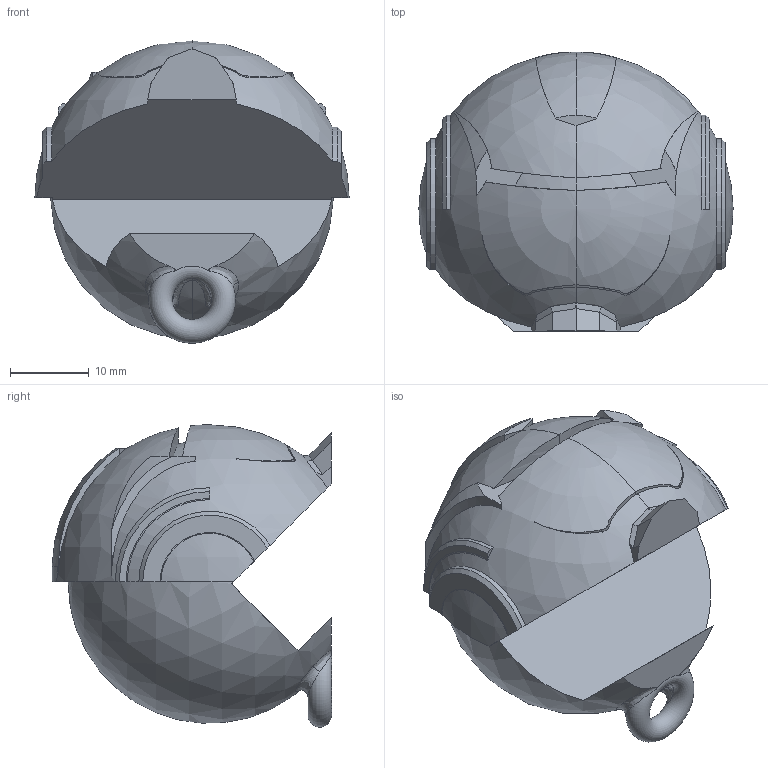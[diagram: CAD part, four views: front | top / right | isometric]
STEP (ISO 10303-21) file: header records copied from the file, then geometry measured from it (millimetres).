
FILE_DESCRIPTION(('FreeCAD Model'),'2;1');
FILE_NAME('IronManHelmet-Key-Chain.step', '2017-04-04T09:55:46',('Author'),(''), 'Open CASCADE STEP processor 6.8','FreeCAD','Unknown');
FILE_SCHEMA(('AUTOMOTIVE_DESIGN_CC2 { 1 2 10303 214 -1 1 5 4 }'));
Length unit declared in the file: millimetre
Products named in the file (2): ASSEMBLY; Chamfer001
Assembly tree (1 placements, depth 2):
  ASSEMBLY
    Chamfer001
Bounding box: 40 x 35.53 x 38.49 mm (x, y, z)
Volume: 24388.7 mm3; surface area: 5541 mm2
Topology: 1 solids, 1 shells, 87 faces, 271 edges, 181 vertices
Faces by surface type: cylinder 30, plane 25, sphere 14, bspline 13, cone 4, torus 1
Entity records: 21464 total; most frequent: CARTESIAN_POINT 16208, DIRECTION 688, ORIENTED_EDGE 536, PCURVE 536, DEFINITIONAL_REPRESENTATION 536, B_SPLINE_CURVE_WITH_KNOTS 306, LINE 302, VECTOR 302
